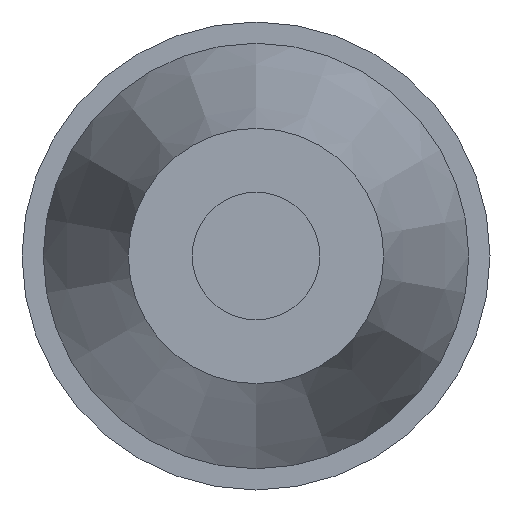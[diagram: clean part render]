
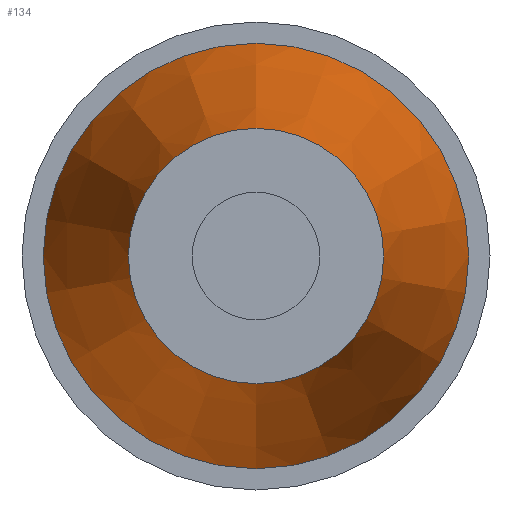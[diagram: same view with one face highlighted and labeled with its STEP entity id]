
A CAD part, front view. The second image highlights one B-rep face of the part: STEP entity #134.
In plain terms, the highlighted conical face has half-angle 14.036 degrees and reference radius 4 mm.
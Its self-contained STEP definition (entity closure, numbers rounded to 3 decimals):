
#15=CONICAL_SURFACE('',#162,4.,0.245);
#21=LINE('',#240,#26);
#26=VECTOR('',#196,4.);
#37=FACE_OUTER_BOUND('',#49,.T.);
#49=EDGE_LOOP('',(#102,#103,#104,#105));
#62=CIRCLE('',#161,3.);
#63=CIRCLE('',#163,5.);
#72=VERTEX_POINT('',#235);
#73=VERTEX_POINT('',#238);
#83=EDGE_CURVE('',#72,#72,#62,.T.);
#84=EDGE_CURVE('',#73,#73,#63,.T.);
#85=EDGE_CURVE('',#73,#72,#21,.T.);
#102=ORIENTED_EDGE('',*,*,#84,.F.);
#103=ORIENTED_EDGE('',*,*,#85,.T.);
#104=ORIENTED_EDGE('',*,*,#83,.T.);
#105=ORIENTED_EDGE('',*,*,#85,.F.);
#134=ADVANCED_FACE('',(#37),#15,.T.);
#161=AXIS2_PLACEMENT_3D('',#236,#190,#191);
#162=AXIS2_PLACEMENT_3D('',#237,#192,#193);
#163=AXIS2_PLACEMENT_3D('',#239,#194,#195);
#190=DIRECTION('center_axis',(0.,1.,0.));
#191=DIRECTION('ref_axis',(1.,0.,0.));
#192=DIRECTION('center_axis',(0.,1.,0.));
#193=DIRECTION('ref_axis',(0.,0.,1.));
#194=DIRECTION('center_axis',(0.,1.,0.));
#195=DIRECTION('ref_axis',(1.,0.,0.));
#196=DIRECTION('',(0.,-0.97,0.243));
#235=CARTESIAN_POINT('',(0.,0.,-3.));
#236=CARTESIAN_POINT('Origin',(0.,0.,0.));
#237=CARTESIAN_POINT('Origin',(0.,4.,0.));
#238=CARTESIAN_POINT('',(0.,8.,-5.));
#239=CARTESIAN_POINT('Origin',(0.,8.,0.));
#240=CARTESIAN_POINT('',(0.,4.,-4.));
